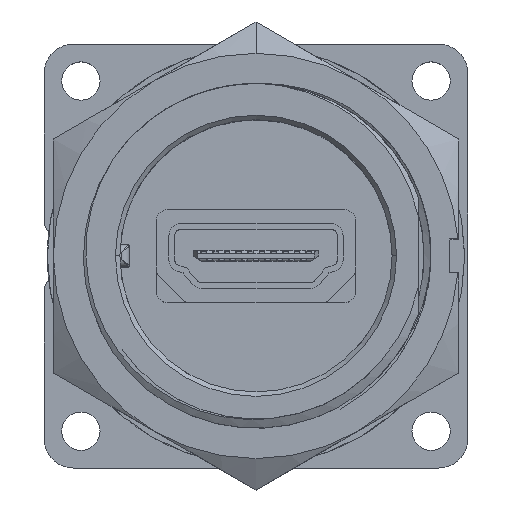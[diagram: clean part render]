
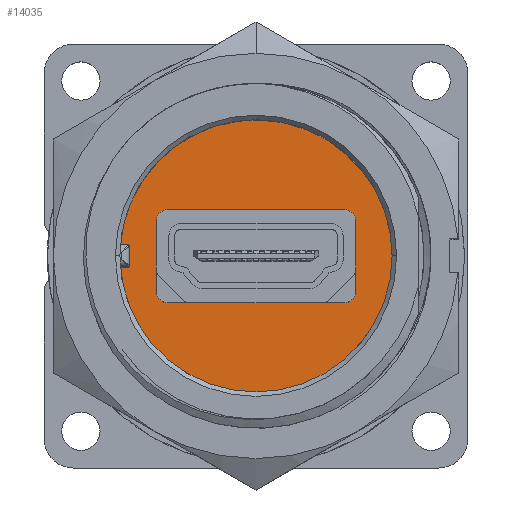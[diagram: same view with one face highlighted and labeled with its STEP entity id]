
A CAD part, top view. The second image highlights one B-rep face of the part: STEP entity #14035.
In plain terms, the highlighted planar face has unit normal (0, 0, 1).
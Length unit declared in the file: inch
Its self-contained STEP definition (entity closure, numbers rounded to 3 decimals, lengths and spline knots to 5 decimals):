
#214 = CARTESIAN_POINT ( 'NONE',  ( -0.2985, -0.158, -0.075 ) ) ;
#810 = CARTESIAN_POINT ( 'NONE',  ( -0.435, 0.0325, -0.075 ) ) ;
#1052 = CARTESIAN_POINT ( 'NONE',  ( -0.46048, 0.0375, -0.075 ) ) ;
#1839 = DIRECTION ( 'NONE',  ( 0., 0., 1. ) ) ;
#2297 = CARTESIAN_POINT ( 'NONE',  ( 0.3385, 0.158, -0.075 ) ) ;
#2517 = DIRECTION ( 'NONE',  ( 1., 0., 0. ) ) ;
#2802 = EDGE_CURVE ( 'NONE', #31711, #15825, #10342, .T. ) ;
#2874 = CARTESIAN_POINT ( 'NONE',  ( -0.43, 0.0375, -0.075 ) ) ;
#3459 = ORIENTED_EDGE ( 'NONE', *, *, #29724, .F. ) ;
#3482 = VERTEX_POINT ( 'NONE', #16482 ) ;
#3516 = DIRECTION ( 'NONE',  ( -1., 0., 0. ) ) ;
#3899 = VECTOR ( 'NONE', #9260, 39.37008 ) ;
#4313 = DIRECTION ( 'NONE',  ( -1., 0., 0. ) ) ;
#4589 = DIRECTION ( 'NONE',  ( 0., 0., 1. ) ) ;
#4596 = LINE ( 'NONE', #2874, #17965 ) ;
#4790 = ORIENTED_EDGE ( 'NONE', *, *, #32298, .T. ) ;
#5105 = DIRECTION ( 'NONE',  ( 0., 0., 1. ) ) ;
#5218 = CIRCLE ( 'NONE', #13776, 0.04 ) ;
#5968 = CIRCLE ( 'NONE', #19020, 0.04 ) ;
#6042 = VERTEX_POINT ( 'NONE', #32836 ) ;
#6293 = DIRECTION ( 'NONE',  ( 0., 0., 1. ) ) ;
#6480 = CARTESIAN_POINT ( 'NONE',  ( -0.2985, 0.158, -0.075 ) ) ;
#6885 = LINE ( 'NONE', #13486, #14784 ) ;
#7709 = VERTEX_POINT ( 'NONE', #15245 ) ;
#7907 = CARTESIAN_POINT ( 'NONE',  ( -0.46048, 0.0375, -0.075 ) ) ;
#7915 = ORIENTED_EDGE ( 'NONE', *, *, #14983, .F. ) ;
#8065 = VECTOR ( 'NONE', #30640, 39.37008 ) ;
#8503 = ORIENTED_EDGE ( 'NONE', *, *, #30907, .F. ) ;
#8749 = CARTESIAN_POINT ( 'NONE',  ( 0.3385, -0.118, -0.075 ) ) ;
#8814 = EDGE_CURVE ( 'NONE', #31711, #22083, #4596, .T. ) ;
#9260 = DIRECTION ( 'NONE',  ( 0., -1., 0. ) ) ;
#10148 = CIRCLE ( 'NONE', #16858, 0.005 ) ;
#10166 = CARTESIAN_POINT ( 'NONE',  ( 0.2985, 0.118, -0.075 ) ) ;
#10342 = CIRCLE ( 'NONE', #10775, 0.005 ) ;
#10486 = LINE ( 'NONE', #7907, #17543 ) ;
#10721 = VERTEX_POINT ( 'NONE', #15929 ) ;
#10738 = CIRCLE ( 'NONE', #30819, 0.462 ) ;
#10775 = AXIS2_PLACEMENT_3D ( 'NONE', #810, #19521, #3516 ) ;
#11038 = VERTEX_POINT ( 'NONE', #6480 ) ;
#11208 = EDGE_LOOP ( 'NONE', ( #3459, #27770, #24515, #24527, #14395, #25464, #14206, #7915 ) ) ;
#11946 = CARTESIAN_POINT ( 'NONE',  ( 0.3385, -0.158, -0.075 ) ) ;
#12511 = VERTEX_POINT ( 'NONE', #8749 ) ;
#12624 = CARTESIAN_POINT ( 'NONE',  ( -0.43, -0.0375, -0.075 ) ) ;
#12714 = DIRECTION ( 'NONE',  ( 0., 0., 1. ) ) ;
#12798 = LINE ( 'NONE', #12624, #21601 ) ;
#12823 = DIRECTION ( 'NONE',  ( -1., 0., 0. ) ) ;
#13371 = DIRECTION ( 'NONE',  ( 0., 1., 0. ) ) ;
#13486 = CARTESIAN_POINT ( 'NONE',  ( 0.3385, -0.158, -0.075 ) ) ;
#13683 = VERTEX_POINT ( 'NONE', #214 ) ;
#13776 = AXIS2_PLACEMENT_3D ( 'NONE', #17845, #1839, #20544 ) ;
#13808 = ORIENTED_EDGE ( 'NONE', *, *, #27910, .T. ) ;
#14035 = ADVANCED_FACE ( 'NONE', ( #27801, #14342 ), #33647, .F. ) ;
#14206 = ORIENTED_EDGE ( 'NONE', *, *, #21250, .F. ) ;
#14288 = LINE ( 'NONE', #11946, #8065 ) ;
#14342 = FACE_OUTER_BOUND ( 'NONE', #19903, .T. ) ;
#14395 = ORIENTED_EDGE ( 'NONE', *, *, #19839, .F. ) ;
#14405 = DIRECTION ( 'NONE',  ( 0., 0., 1. ) ) ;
#14784 = VECTOR ( 'NONE', #13371, 39.37008 ) ;
#14983 = EDGE_CURVE ( 'NONE', #17200, #13683, #5968, .T. ) ;
#15144 = DIRECTION ( 'NONE',  ( -1., 0., 0. ) ) ;
#15168 = ORIENTED_EDGE ( 'NONE', *, *, #25707, .T. ) ;
#15245 = CARTESIAN_POINT ( 'NONE',  ( 0.2985, -0.158, -0.075 ) ) ;
#15825 = VERTEX_POINT ( 'NONE', #20634 ) ;
#15929 = CARTESIAN_POINT ( 'NONE',  ( -0.46048, -0.0375, -0.075 ) ) ;
#16089 = VERTEX_POINT ( 'NONE', #21753 ) ;
#16482 = CARTESIAN_POINT ( 'NONE',  ( 0.2985, 0.158, -0.075 ) ) ;
#16858 = AXIS2_PLACEMENT_3D ( 'NONE', #30500, #14405, #33158 ) ;
#17200 = VERTEX_POINT ( 'NONE', #28129 ) ;
#17502 = CIRCLE ( 'NONE', #22181, 0.04 ) ;
#17543 = VECTOR ( 'NONE', #2517, 39.37008 ) ;
#17617 = CARTESIAN_POINT ( 'NONE',  ( 0., 0., -0.075 ) ) ;
#17833 = VECTOR ( 'NONE', #26594, 39.37008 ) ;
#17845 = CARTESIAN_POINT ( 'NONE',  ( -0.2985, 0.118, -0.075 ) ) ;
#17965 = VECTOR ( 'NONE', #18888, 39.37008 ) ;
#18276 = EDGE_CURVE ( 'NONE', #3482, #11038, #23299, .T. ) ;
#18573 = AXIS2_PLACEMENT_3D ( 'NONE', #28760, #12714, #31415 ) ;
#18888 = DIRECTION ( 'NONE',  ( 0., -1., 0. ) ) ;
#18980 = VERTEX_POINT ( 'NONE', #26443 ) ;
#19020 = AXIS2_PLACEMENT_3D ( 'NONE', #22320, #6293, #25019 ) ;
#19521 = DIRECTION ( 'NONE',  ( 0., 0., 1. ) ) ;
#19839 = EDGE_CURVE ( 'NONE', #12511, #20485, #6885, .T. ) ;
#19903 = EDGE_LOOP ( 'NONE', ( #13808, #24090, #15168, #4790, #26153, #32317, #8503 ) ) ;
#20116 = EDGE_CURVE ( 'NONE', #7709, #12511, #20676, .T. ) ;
#20316 = DIRECTION ( 'NONE',  ( 0., 0., -1. ) ) ;
#20485 = VERTEX_POINT ( 'NONE', #30351 ) ;
#20544 = DIRECTION ( 'NONE',  ( -1., 0., 0. ) ) ;
#20598 = CARTESIAN_POINT ( 'NONE',  ( 0., 0., -0.075 ) ) ;
#20634 = CARTESIAN_POINT ( 'NONE',  ( -0.435, 0.0375, -0.075 ) ) ;
#20676 = CIRCLE ( 'NONE', #25182, 0.04 ) ;
#21128 = CARTESIAN_POINT ( 'NONE',  ( 0.2985, -0.118, -0.075 ) ) ;
#21250 = EDGE_CURVE ( 'NONE', #13683, #7709, #14288, .T. ) ;
#21601 = VECTOR ( 'NONE', #15144, 39.37008 ) ;
#21753 = CARTESIAN_POINT ( 'NONE',  ( -0.435, -0.0375, -0.075 ) ) ;
#22083 = VERTEX_POINT ( 'NONE', #33989 ) ;
#22181 = AXIS2_PLACEMENT_3D ( 'NONE', #10166, #28872, #12823 ) ;
#22320 = CARTESIAN_POINT ( 'NONE',  ( -0.2985, -0.118, -0.075 ) ) ;
#23297 = DIRECTION ( 'NONE',  ( -1., 0., 0. ) ) ;
#23299 = LINE ( 'NONE', #2297, #17833 ) ;
#23825 = DIRECTION ( 'NONE',  ( -1., 0., 0. ) ) ;
#24090 = ORIENTED_EDGE ( 'NONE', *, *, #32831, .T. ) ;
#24515 = ORIENTED_EDGE ( 'NONE', *, *, #18276, .F. ) ;
#24527 = ORIENTED_EDGE ( 'NONE', *, *, #25716, .F. ) ;
#24741 = VERTEX_POINT ( 'NONE', #1052 ) ;
#25019 = DIRECTION ( 'NONE',  ( -1., 0., 0. ) ) ;
#25182 = AXIS2_PLACEMENT_3D ( 'NONE', #21128, #5105, #23825 ) ;
#25464 = ORIENTED_EDGE ( 'NONE', *, *, #20116, .F. ) ;
#25707 = EDGE_CURVE ( 'NONE', #6042, #24741, #31766, .T. ) ;
#25716 = EDGE_CURVE ( 'NONE', #20485, #3482, #17502, .T. ) ;
#26153 = ORIENTED_EDGE ( 'NONE', *, *, #2802, .F. ) ;
#26443 = CARTESIAN_POINT ( 'NONE',  ( -0.3385, 0.118, -0.075 ) ) ;
#26594 = DIRECTION ( 'NONE',  ( -1., 0., 0. ) ) ;
#27770 = ORIENTED_EDGE ( 'NONE', *, *, #33957, .F. ) ;
#27801 = FACE_BOUND ( 'NONE', #11208, .T. ) ;
#27910 = EDGE_CURVE ( 'NONE', #16089, #10721, #12798, .T. ) ;
#28129 = CARTESIAN_POINT ( 'NONE',  ( -0.3385, -0.118, -0.075 ) ) ;
#28760 = CARTESIAN_POINT ( 'NONE',  ( 0., 0., -0.075 ) ) ;
#28872 = DIRECTION ( 'NONE',  ( 0., 0., 1. ) ) ;
#29724 = EDGE_CURVE ( 'NONE', #18980, #17200, #32360, .T. ) ;
#30351 = CARTESIAN_POINT ( 'NONE',  ( 0.3385, 0.118, -0.075 ) ) ;
#30500 = CARTESIAN_POINT ( 'NONE',  ( -0.435, -0.0325, -0.075 ) ) ;
#30640 = DIRECTION ( 'NONE',  ( 1., 0., 0. ) ) ;
#30644 = CARTESIAN_POINT ( 'NONE',  ( -0.3385, -0.158, -0.075 ) ) ;
#30819 = AXIS2_PLACEMENT_3D ( 'NONE', #20598, #4589, #23297 ) ;
#30907 = EDGE_CURVE ( 'NONE', #16089, #22083, #10148, .T. ) ;
#31415 = DIRECTION ( 'NONE',  ( -1., 0., 0. ) ) ;
#31711 = VERTEX_POINT ( 'NONE', #34713 ) ;
#31766 = CIRCLE ( 'NONE', #18573, 0.462 ) ;
#32298 = EDGE_CURVE ( 'NONE', #24741, #15825, #10486, .T. ) ;
#32317 = ORIENTED_EDGE ( 'NONE', *, *, #8814, .T. ) ;
#32360 = LINE ( 'NONE', #30644, #3899 ) ;
#32831 = EDGE_CURVE ( 'NONE', #10721, #6042, #10738, .T. ) ;
#32836 = CARTESIAN_POINT ( 'NONE',  ( 0.462, 0., -0.075 ) ) ;
#33158 = DIRECTION ( 'NONE',  ( -1., 0., 0. ) ) ;
#33558 = AXIS2_PLACEMENT_3D ( 'NONE', #17617, #20316, #4313 ) ;
#33647 = PLANE ( 'NONE',  #33558 ) ;
#33957 = EDGE_CURVE ( 'NONE', #11038, #18980, #5218, .T. ) ;
#33989 = CARTESIAN_POINT ( 'NONE',  ( -0.43, -0.0325, -0.075 ) ) ;
#34713 = CARTESIAN_POINT ( 'NONE',  ( -0.43, 0.0325, -0.075 ) ) ;
